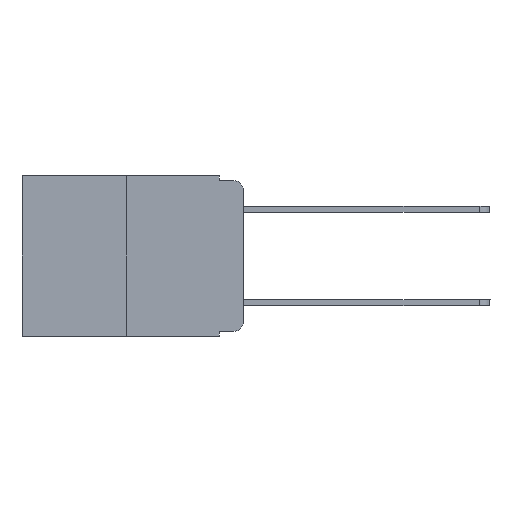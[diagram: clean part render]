
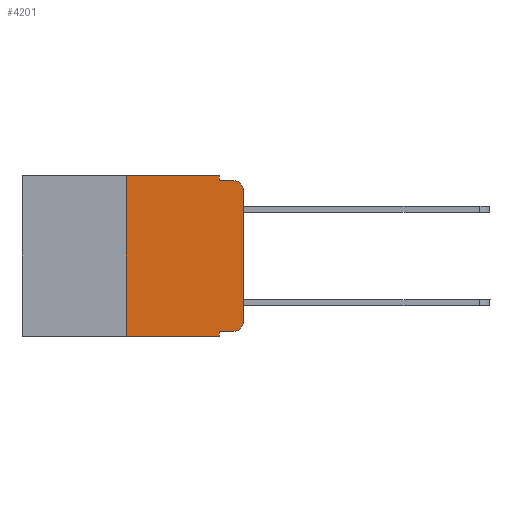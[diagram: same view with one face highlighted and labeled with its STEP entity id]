
A CAD part, left-side view. The second image highlights one B-rep face of the part: STEP entity #4201.
In plain terms, the highlighted planar face has unit normal (-1, 0, 0).
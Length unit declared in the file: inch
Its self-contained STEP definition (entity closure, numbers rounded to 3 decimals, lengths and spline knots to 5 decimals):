
#92 = DIRECTION ( 'NONE',  ( 0., 0., 1. ) ) ;
#138 = CARTESIAN_POINT ( 'NONE',  ( 0., 0.051, -0.01 ) ) ;
#263 = VECTOR ( 'NONE', #92, 39.37008 ) ;
#561 = VECTOR ( 'NONE', #16250, 39.37008 ) ;
#1076 = CARTESIAN_POINT ( 'NONE',  ( 0., 0.051, 0. ) ) ;
#1176 = ORIENTED_EDGE ( 'NONE', *, *, #15438, .F. ) ;
#1325 = CIRCLE ( 'NONE', #17419, 0.02 ) ;
#1592 = AXIS2_PLACEMENT_3D ( 'NONE', #6242, #6363, #10524 ) ;
#1753 = DIRECTION ( 'NONE',  ( 0., -1., 0. ) ) ;
#2418 = CARTESIAN_POINT ( 'NONE',  ( 0., 0.02, -0.333 ) ) ;
#2753 = CARTESIAN_POINT ( 'NONE',  ( 0., 0., 0. ) ) ;
#3003 = CARTESIAN_POINT ( 'NONE',  ( 0., 0.25, 0. ) ) ;
#3050 = CARTESIAN_POINT ( 'NONE',  ( 0., 0.051, -0.01 ) ) ;
#3220 = VECTOR ( 'NONE', #1753, 39.37008 ) ;
#3915 = CARTESIAN_POINT ( 'NONE',  ( 0., 0.051, 0. ) ) ;
#3981 = ORIENTED_EDGE ( 'NONE', *, *, #4517, .T. ) ;
#4050 = DIRECTION ( 'NONE',  ( -1., 0., 0. ) ) ;
#4078 = AXIS2_PLACEMENT_3D ( 'NONE', #8234, #4050, #9389 ) ;
#4201 = ADVANCED_FACE ( 'NONE', ( #11066 ), #17394, .F. ) ;
#4355 = VERTEX_POINT ( 'NONE', #5087 ) ;
#4458 = EDGE_CURVE ( 'NONE', #15713, #10305, #1325, .T. ) ;
#4517 = EDGE_CURVE ( 'NONE', #10305, #7779, #12343, .T. ) ;
#4617 = EDGE_CURVE ( 'NONE', #15979, #11388, #5857, .T. ) ;
#4677 = CARTESIAN_POINT ( 'NONE',  ( 0., 0.02, -0.01 ) ) ;
#4888 = ORIENTED_EDGE ( 'NONE', *, *, #4617, .F. ) ;
#5087 = CARTESIAN_POINT ( 'NONE',  ( 0., 0.25, -0.343 ) ) ;
#5446 = ORIENTED_EDGE ( 'NONE', *, *, #4458, .T. ) ;
#5516 = DIRECTION ( 'NONE',  ( 0., 0., -1. ) ) ;
#5604 = LINE ( 'NONE', #3003, #15068 ) ;
#5857 = LINE ( 'NONE', #3050, #3220 ) ;
#5975 = CARTESIAN_POINT ( 'NONE',  ( 0., 0.051, -0.333 ) ) ;
#6242 = CARTESIAN_POINT ( 'NONE',  ( 0., 0.473, 0. ) ) ;
#6250 = VECTOR ( 'NONE', #12799, 39.37008 ) ;
#6363 = DIRECTION ( 'NONE',  ( 1., 0., 0. ) ) ;
#6685 = LINE ( 'NONE', #15437, #6250 ) ;
#6949 = CARTESIAN_POINT ( 'NONE',  ( 0., 0.25, 0. ) ) ;
#7222 = EDGE_CURVE ( 'NONE', #15782, #15979, #12268, .T. ) ;
#7357 = DIRECTION ( 'NONE',  ( 0., 0., 1. ) ) ;
#7385 = DIRECTION ( 'NONE',  ( 0., 0., -1. ) ) ;
#7659 = ORIENTED_EDGE ( 'NONE', *, *, #12628, .T. ) ;
#7779 = VERTEX_POINT ( 'NONE', #9506 ) ;
#7979 = EDGE_LOOP ( 'NONE', ( #3981, #7659, #4888, #13622, #17805, #1176, #11580, #14881, #13347, #5446 ) ) ;
#8134 = VERTEX_POINT ( 'NONE', #6949 ) ;
#8165 = CARTESIAN_POINT ( 'NONE',  ( 0., 0.02, -0.313 ) ) ;
#8234 = CARTESIAN_POINT ( 'NONE',  ( 0., 0.02, -0.03 ) ) ;
#8825 = CARTESIAN_POINT ( 'NONE',  ( 0., 0.051, 0. ) ) ;
#9154 = LINE ( 'NONE', #12181, #13701 ) ;
#9389 = DIRECTION ( 'NONE',  ( 0., 0., -1. ) ) ;
#9506 = CARTESIAN_POINT ( 'NONE',  ( 0., 0., -0.03 ) ) ;
#9765 = CARTESIAN_POINT ( 'NONE',  ( 0., 0.051, -0.343 ) ) ;
#9911 = EDGE_CURVE ( 'NONE', #8134, #15782, #9154, .T. ) ;
#10305 = VERTEX_POINT ( 'NONE', #12934 ) ;
#10524 = DIRECTION ( 'NONE',  ( 0., 0., -1. ) ) ;
#10535 = VECTOR ( 'NONE', #7385, 39.37008 ) ;
#11066 = FACE_OUTER_BOUND ( 'NONE', #7979, .T. ) ;
#11388 = VERTEX_POINT ( 'NONE', #4677 ) ;
#11580 = ORIENTED_EDGE ( 'NONE', *, *, #15344, .T. ) ;
#11764 = LINE ( 'NONE', #1076, #561 ) ;
#12115 = DIRECTION ( 'NONE',  ( -1., 0., 0. ) ) ;
#12181 = CARTESIAN_POINT ( 'NONE',  ( 0., 0.473, 0. ) ) ;
#12268 = LINE ( 'NONE', #8825, #10535 ) ;
#12343 = LINE ( 'NONE', #2753, #263 ) ;
#12628 = EDGE_CURVE ( 'NONE', #7779, #11388, #13806, .T. ) ;
#12799 = DIRECTION ( 'NONE',  ( 0., -1., 0. ) ) ;
#12934 = CARTESIAN_POINT ( 'NONE',  ( 0., 0., -0.313 ) ) ;
#12975 = DIRECTION ( 'NONE',  ( 0., -1., 0. ) ) ;
#13347 = ORIENTED_EDGE ( 'NONE', *, *, #17675, .T. ) ;
#13622 = ORIENTED_EDGE ( 'NONE', *, *, #7222, .F. ) ;
#13701 = VECTOR ( 'NONE', #14700, 39.37008 ) ;
#13806 = CIRCLE ( 'NONE', #4078, 0.02 ) ;
#14643 = VERTEX_POINT ( 'NONE', #9765 ) ;
#14700 = DIRECTION ( 'NONE',  ( 0., -1., 0. ) ) ;
#14881 = ORIENTED_EDGE ( 'NONE', *, *, #17565, .F. ) ;
#15068 = VECTOR ( 'NONE', #7357, 39.37008 ) ;
#15189 = VECTOR ( 'NONE', #12975, 39.37008 ) ;
#15267 = CARTESIAN_POINT ( 'NONE',  ( 0., 0.051, -0.333 ) ) ;
#15344 = EDGE_CURVE ( 'NONE', #4355, #14643, #6685, .T. ) ;
#15437 = CARTESIAN_POINT ( 'NONE',  ( 0., 0.473, -0.343 ) ) ;
#15438 = EDGE_CURVE ( 'NONE', #4355, #8134, #5604, .T. ) ;
#15469 = VERTEX_POINT ( 'NONE', #5975 ) ;
#15713 = VERTEX_POINT ( 'NONE', #2418 ) ;
#15782 = VERTEX_POINT ( 'NONE', #3915 ) ;
#15979 = VERTEX_POINT ( 'NONE', #138 ) ;
#16250 = DIRECTION ( 'NONE',  ( 0., 0., -1. ) ) ;
#16288 = LINE ( 'NONE', #15267, #15189 ) ;
#17394 = PLANE ( 'NONE',  #1592 ) ;
#17419 = AXIS2_PLACEMENT_3D ( 'NONE', #8165, #12115, #5516 ) ;
#17565 = EDGE_CURVE ( 'NONE', #15469, #14643, #11764, .T. ) ;
#17675 = EDGE_CURVE ( 'NONE', #15469, #15713, #16288, .T. ) ;
#17805 = ORIENTED_EDGE ( 'NONE', *, *, #9911, .F. ) ;
